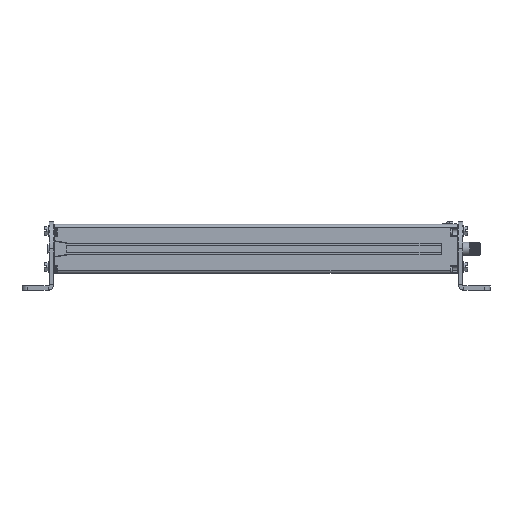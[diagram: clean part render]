
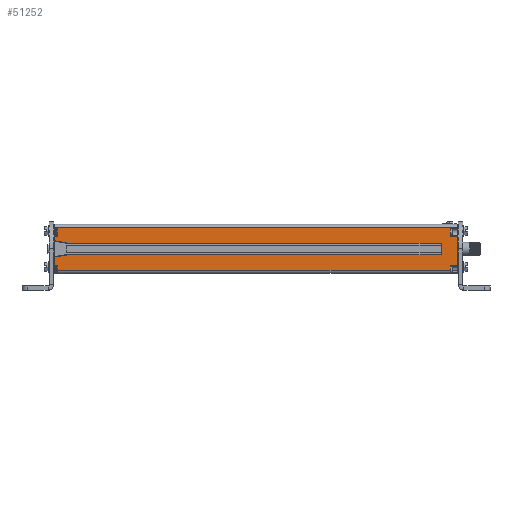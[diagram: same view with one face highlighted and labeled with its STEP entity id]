
A CAD part, left-side view. The second image highlights one B-rep face of the part: STEP entity #51252.
In plain terms, the highlighted planar face has unit normal (-1, 0, 0).
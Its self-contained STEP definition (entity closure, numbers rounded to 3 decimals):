
#1=CARTESIAN_POINT('',(-18.,0.,16.744));
#13=DIRECTION('',(0.,0.,-1.));
#14=VECTOR('',#13,0.506);
#15=CARTESIAN_POINT('',(-18.,0.,17.25));
#16=LINE('',#15,#14);
#17=CARTESIAN_POINT('',(-18.,11.425,15.006));
#36=DIRECTION('',(0.,0.,-1.));
#37=VECTOR('',#36,3.905);
#38=CARTESIAN_POINT('',(-18.,8.5,6.905));
#39=LINE('',#38,#37);
#40=DIRECTION('',(0.,-1.,0.));
#41=VECTOR('',#40,3.);
#42=CARTESIAN_POINT('',(-18.,11.5,6.905));
#43=LINE('',#42,#41);
#44=DIRECTION('',(0.,0.,1.));
#45=VECTOR('',#44,8.095);
#46=CARTESIAN_POINT('',(-18.,11.5,6.905));
#47=LINE('',#46,#45);
#48=CARTESIAN_POINT('',(-18.,11.5,15.5));
#49=DIRECTION('',(1.,0.,0.));
#50=DIRECTION('',(0.,-0.15,-0.989));
#51=AXIS2_PLACEMENT_3D('',#48,#49,#50);
#53=DIRECTION('',(0.,0.989,-0.15));
#54=VECTOR('',#53,11.556);
#55=CARTESIAN_POINT('',(-18.,0.,16.744));
#56=LINE('',#55,#54);
#57=DIRECTION('',(0.,-1.,0.));
#58=VECTOR('',#57,344.);
#59=CARTESIAN_POINT('',(-18.,0.,17.25));
#60=LINE('',#59,#58);
#61=DIRECTION('',(0.,-1.,0.));
#62=VECTOR('',#61,344.);
#63=CARTESIAN_POINT('',(-18.,0.,27.75));
#64=LINE('',#63,#62);
#65=DIRECTION('',(0.,-0.989,-0.15));
#66=VECTOR('',#65,11.556);
#67=CARTESIAN_POINT('',(-18.,11.425,29.994));
#68=LINE('',#67,#66);
#69=CARTESIAN_POINT('',(-18.,11.5,29.5));
#70=DIRECTION('',(-1.,0.,0.));
#71=DIRECTION('',(0.,-0.15,0.989));
#72=AXIS2_PLACEMENT_3D('',#69,#70,#71);
#74=DIRECTION('',(0.,0.,1.));
#75=VECTOR('',#74,4.095);
#76=CARTESIAN_POINT('',(-18.,11.5,30.));
#77=LINE('',#76,#75);
#78=DIRECTION('',(0.,1.,0.));
#79=VECTOR('',#78,3.);
#80=CARTESIAN_POINT('',(-18.,8.5,34.095));
#81=LINE('',#80,#79);
#82=DIRECTION('',(0.,0.,-1.));
#83=VECTOR('',#82,7.81);
#84=CARTESIAN_POINT('',(-18.,8.5,41.905));
#85=LINE('',#84,#83);
#86=DIRECTION('',(0.,-1.,0.));
#87=VECTOR('',#86,3.);
#88=CARTESIAN_POINT('',(-18.,11.5,41.905));
#89=LINE('',#88,#87);
#90=DIRECTION('',(0.,0.,1.));
#91=VECTOR('',#90,0.095);
#92=CARTESIAN_POINT('',(-18.,11.5,41.905));
#93=LINE('',#92,#91);
#98=DIRECTION('',(0.,1.,0.));
#99=VECTOR('',#98,371.);
#100=CARTESIAN_POINT('',(-18.,-359.5,42.));
#101=LINE('',#100,#99);
#672=DIRECTION('',(0.,-1.,0.));
#673=VECTOR('',#672,361.);
#674=CARTESIAN_POINT('',(-18.,8.5,3.));
#675=LINE('',#674,#673);
#3965=CARTESIAN_POINT('',(-18.,0.,28.256));
#3973=DIRECTION('',(0.,0.,-1.));
#3974=VECTOR('',#3973,0.506);
#3975=CARTESIAN_POINT('',(-18.,0.,28.256));
#3976=LINE('',#3975,#3974);
#3997=DIRECTION('',(0.,0.,1.));
#3998=VECTOR('',#3997,10.5);
#3999=CARTESIAN_POINT('',(-18.,-344.,17.25));
#4000=LINE('',#3999,#3998);
#30703=DIRECTION('',(0.,0.,1.));
#30704=VECTOR('',#30703,3.905);
#30705=CARTESIAN_POINT('',(-18.,-352.5,3.));
#30706=LINE('',#30705,#30704);
#31078=DIRECTION('',(0.,-1.,0.));
#31079=VECTOR('',#31078,7.);
#31080=CARTESIAN_POINT('',(-18.,-352.5,6.905));
#31081=LINE('',#31080,#31079);
#31173=DIRECTION('',(0.,0.,-1.));
#31174=VECTOR('',#31173,27.19);
#31175=CARTESIAN_POINT('',(-18.,-359.5,34.095));
#31176=LINE('',#31175,#31174);
#31839=DIRECTION('',(0.,1.,0.));
#31840=VECTOR('',#31839,7.);
#31841=CARTESIAN_POINT('',(-18.,-359.5,34.095));
#31842=LINE('',#31841,#31840);
#31913=DIRECTION('',(0.,0.,1.));
#31914=VECTOR('',#31913,7.81);
#31915=CARTESIAN_POINT('',(-18.,-352.5,34.095));
#31916=LINE('',#31915,#31914);
#32323=DIRECTION('',(0.,-1.,0.));
#32324=VECTOR('',#32323,7.);
#32325=CARTESIAN_POINT('',(-18.,-352.5,41.905));
#32326=LINE('',#32325,#32324);
#32336=DIRECTION('',(0.,0.,-1.));
#32337=VECTOR('',#32336,0.095);
#32338=CARTESIAN_POINT('',(-18.,-359.5,42.));
#32339=LINE('',#32338,#32337);
#45624=CARTESIAN_POINT('',(-18.,8.5,6.905));
#45625=CARTESIAN_POINT('',(-18.,8.5,3.));
#45626=VERTEX_POINT('',#45624);
#45627=VERTEX_POINT('',#45625);
#45630=CARTESIAN_POINT('',(-18.,11.5,6.905));
#45631=VERTEX_POINT('',#45630);
#45642=CARTESIAN_POINT('',(-18.,11.5,41.905));
#45643=CARTESIAN_POINT('',(-18.,8.5,41.905));
#45644=VERTEX_POINT('',#45642);
#45645=VERTEX_POINT('',#45643);
#45646=CARTESIAN_POINT('',(-18.,8.5,34.095));
#45647=VERTEX_POINT('',#45646);
#45652=CARTESIAN_POINT('',(-18.,11.5,34.095));
#45653=VERTEX_POINT('',#45652);
#45662=CARTESIAN_POINT('',(-18.,11.5,42.));
#45663=VERTEX_POINT('',#45662);
#45694=CARTESIAN_POINT('',(-18.,11.5,15.));
#45695=VERTEX_POINT('',#45694);
#45696=CARTESIAN_POINT('',(-18.,11.5,30.));
#45697=VERTEX_POINT('',#45696);
#45698=VERTEX_POINT('',#17);
#45701=CARTESIAN_POINT('',(-18.,11.425,29.994));
#45702=VERTEX_POINT('',#45701);
#45777=VERTEX_POINT('',#3965);
#45779=VERTEX_POINT('',#1);
#45853=CARTESIAN_POINT('',(-18.,0.,17.25));
#45854=VERTEX_POINT('',#45853);
#45859=CARTESIAN_POINT('',(-18.,0.,27.75));
#45860=VERTEX_POINT('',#45859);
#47478=CARTESIAN_POINT('',(-18.,-352.5,3.));
#47480=VERTEX_POINT('',#47478);
#47481=CARTESIAN_POINT('',(-18.,-352.5,6.905));
#47482=VERTEX_POINT('',#47481);
#47483=CARTESIAN_POINT('',(-18.,-359.5,6.905));
#47484=VERTEX_POINT('',#47483);
#47493=CARTESIAN_POINT('',(-18.,-359.5,34.095));
#47494=CARTESIAN_POINT('',(-18.,-352.5,34.095));
#47495=VERTEX_POINT('',#47493);
#47496=VERTEX_POINT('',#47494);
#47497=CARTESIAN_POINT('',(-18.,-352.5,41.905));
#47498=VERTEX_POINT('',#47497);
#47499=CARTESIAN_POINT('',(-18.,-359.5,41.905));
#47500=VERTEX_POINT('',#47499);
#47521=CARTESIAN_POINT('',(-18.,-359.5,42.));
#47522=VERTEX_POINT('',#47521);
#47565=CARTESIAN_POINT('',(-18.,-344.,17.25));
#47566=VERTEX_POINT('',#47565);
#47567=CARTESIAN_POINT('',(-18.,-344.,27.75));
#47568=VERTEX_POINT('',#47567);
#51195=CARTESIAN_POINT('',(-18.,0.,42.));
#51196=DIRECTION('',(-1.,0.,0.));
#51197=DIRECTION('',(0.,0.,-1.));
#51198=AXIS2_PLACEMENT_3D('',#51195,#51196,#51197);
#51199=PLANE('',#51198);
#51201=ORIENTED_EDGE('',*,*,#51200,.F.);
#51203=ORIENTED_EDGE('',*,*,#51202,.T.);
#51205=ORIENTED_EDGE('',*,*,#51204,.F.);
#51207=ORIENTED_EDGE('',*,*,#51206,.F.);
#51209=ORIENTED_EDGE('',*,*,#51208,.F.);
#51211=ORIENTED_EDGE('',*,*,#51210,.T.);
#51213=ORIENTED_EDGE('',*,*,#51212,.F.);
#51215=ORIENTED_EDGE('',*,*,#51214,.F.);
#51217=ORIENTED_EDGE('',*,*,#51216,.F.);
#51219=ORIENTED_EDGE('',*,*,#51218,.F.);
#51221=ORIENTED_EDGE('',*,*,#51220,.F.);
#51223=ORIENTED_EDGE('',*,*,#51222,.T.);
#51225=ORIENTED_EDGE('',*,*,#51224,.F.);
#51226=ORIENTED_EDGE('',*,*,#51186,.F.);
#51227=ORIENTED_EDGE('',*,*,#51175,.F.);
#51229=ORIENTED_EDGE('',*,*,#51228,.T.);
#51231=ORIENTED_EDGE('',*,*,#51230,.T.);
#51233=ORIENTED_EDGE('',*,*,#51232,.F.);
#51235=ORIENTED_EDGE('',*,*,#51234,.F.);
#51237=ORIENTED_EDGE('',*,*,#51236,.F.);
#51239=ORIENTED_EDGE('',*,*,#51238,.T.);
#51241=ORIENTED_EDGE('',*,*,#51240,.T.);
#51243=ORIENTED_EDGE('',*,*,#51242,.F.);
#51245=ORIENTED_EDGE('',*,*,#51244,.F.);
#51247=ORIENTED_EDGE('',*,*,#51246,.F.);
#51249=ORIENTED_EDGE('',*,*,#51248,.T.);
#51250=EDGE_LOOP('',(#51201,#51203,#51205,#51207,#51209,#51211,#51213,#51215,
#51217,#51219,#51221,#51223,#51225,#51226,#51227,#51229,#51231,#51233,#51235,
#51237,#51239,#51241,#51243,#51245,#51247,#51249));
#51251=FACE_OUTER_BOUND('',#51250,.F.);
#51252=ADVANCED_FACE('',(#51251),#51199,.T.);
#52=CIRCLE('',#51,0.5);
#73=CIRCLE('',#72,0.5);
#51175=EDGE_CURVE('',#45854,#45779,#16,.T.);
#51186=EDGE_CURVE('',#45779,#45698,#56,.T.);
#51200=EDGE_CURVE('',#47522,#45663,#101,.T.);
#51202=EDGE_CURVE('',#47522,#47500,#32339,.T.);
#51204=EDGE_CURVE('',#47498,#47500,#32326,.T.);
#51206=EDGE_CURVE('',#47496,#47498,#31916,.T.);
#51208=EDGE_CURVE('',#47495,#47496,#31842,.T.);
#51210=EDGE_CURVE('',#47495,#47484,#31176,.T.);
#51212=EDGE_CURVE('',#47482,#47484,#31081,.T.);
#51214=EDGE_CURVE('',#47480,#47482,#30706,.T.);
#51216=EDGE_CURVE('',#45627,#47480,#675,.T.);
#51218=EDGE_CURVE('',#45626,#45627,#39,.T.);
#51220=EDGE_CURVE('',#45631,#45626,#43,.T.);
#51222=EDGE_CURVE('',#45631,#45695,#47,.T.);
#51224=EDGE_CURVE('',#45698,#45695,#52,.T.);
#51228=EDGE_CURVE('',#45854,#47566,#60,.T.);
#51230=EDGE_CURVE('',#47566,#47568,#4000,.T.);
#51232=EDGE_CURVE('',#45860,#47568,#64,.T.);
#51234=EDGE_CURVE('',#45777,#45860,#3976,.T.);
#51236=EDGE_CURVE('',#45702,#45777,#68,.T.);
#51238=EDGE_CURVE('',#45702,#45697,#73,.T.);
#51240=EDGE_CURVE('',#45697,#45653,#77,.T.);
#51242=EDGE_CURVE('',#45647,#45653,#81,.T.);
#51244=EDGE_CURVE('',#45645,#45647,#85,.T.);
#51246=EDGE_CURVE('',#45644,#45645,#89,.T.);
#51248=EDGE_CURVE('',#45644,#45663,#93,.T.);
